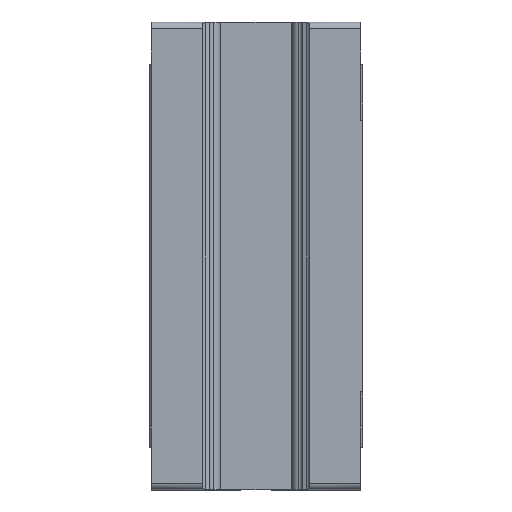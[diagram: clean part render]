
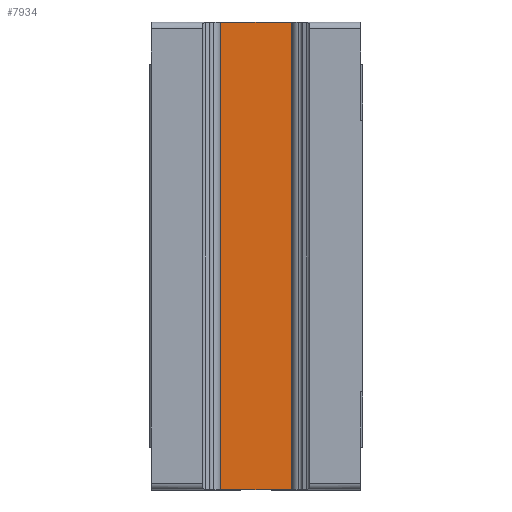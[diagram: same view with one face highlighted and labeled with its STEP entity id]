
A CAD part, front view. The second image highlights one B-rep face of the part: STEP entity #7934.
In plain terms, the highlighted planar face has unit normal (0, -1, 0).
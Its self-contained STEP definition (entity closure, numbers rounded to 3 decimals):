
#996 = EDGE_CURVE ( 'NONE', #7148, #7185, #15093, .T. ) ;
#1123 = EDGE_CURVE ( 'NONE', #7161, #7020, #15000, .T. ) ;
#1629 = EDGE_CURVE ( 'NONE', #7185, #7161, #10982, .T. ) ;
#1630 = EDGE_CURVE ( 'NONE', #7148, #7020, #10979, .T. ) ;
#3200 = CARTESIAN_POINT ( 'NONE',  ( 8.834, 2., 52.45 ) ) ;
#7020 = VERTEX_POINT ( 'NONE', #3200 ) ;
#7148 = VERTEX_POINT ( 'NONE', #13991 ) ;
#7161 = VERTEX_POINT ( 'NONE', #13978 ) ;
#7185 = VERTEX_POINT ( 'NONE', #13954 ) ;
#7934 = ADVANCED_FACE ( 'NONE', ( #10880 ), #17161, .F. ) ;
#8499 = DIRECTION ( 'NONE',  ( 0., 0., 1. ) ) ;
#8501 = DIRECTION ( 'NONE',  ( 0., 0., 1. ) ) ;
#8502 = CARTESIAN_POINT ( 'NONE',  ( 8.834, 2., -52.5 ) ) ;
#8506 = CARTESIAN_POINT ( 'NONE',  ( -8.834, 2., -52.5 ) ) ;
#9072 = AXIS2_PLACEMENT_3D ( 'NONE', #17162, #17158, #17157 ) ;
#10880 = FACE_OUTER_BOUND ( 'NONE', #13043, .T. ) ;
#10959 = VECTOR ( 'NONE', #8501, 1000. ) ;
#10979 = LINE ( 'NONE', #8502, #10986 ) ;
#10982 = LINE ( 'NONE', #8506, #10959 ) ;
#10986 = VECTOR ( 'NONE', #8499, 1000. ) ;
#11251 = CARTESIAN_POINT ( 'NONE',  ( -23.5, 2., -52.45 ) ) ;
#11335 = DIRECTION ( 'NONE',  ( -1., 0., 0. ) ) ;
#11340 = CARTESIAN_POINT ( 'NONE',  ( -23.5, 2., 52.45 ) ) ;
#12283 = DIRECTION ( 'NONE',  ( 1., 0., 0. ) ) ;
#12694 = ORIENTED_EDGE ( 'NONE', *, *, #1630, .T. ) ;
#12699 = ORIENTED_EDGE ( 'NONE', *, *, #1123, .F. ) ;
#13043 = EDGE_LOOP ( 'NONE', ( #12694, #12699, #13187, #13183 ) ) ;
#13183 = ORIENTED_EDGE ( 'NONE', *, *, #996, .F. ) ;
#13187 = ORIENTED_EDGE ( 'NONE', *, *, #1629, .F. ) ;
#13954 = CARTESIAN_POINT ( 'NONE',  ( -8.834, 2., -52.45 ) ) ;
#13978 = CARTESIAN_POINT ( 'NONE',  ( -8.834, 2., 52.45 ) ) ;
#13991 = CARTESIAN_POINT ( 'NONE',  ( 8.834, 2., -52.45 ) ) ;
#14997 = VECTOR ( 'NONE', #12283, 1000. ) ;
#15000 = LINE ( 'NONE', #11340, #14997 ) ;
#15084 = VECTOR ( 'NONE', #11335, 1000. ) ;
#15093 = LINE ( 'NONE', #11251, #15084 ) ;
#17157 = DIRECTION ( 'NONE',  ( 0., 0., 1. ) ) ;
#17158 = DIRECTION ( 'NONE',  ( 0., 1., 0. ) ) ;
#17161 = PLANE ( 'NONE',  #9072 ) ;
#17162 = CARTESIAN_POINT ( 'NONE',  ( 8.834, 2., -52.5 ) ) ;
